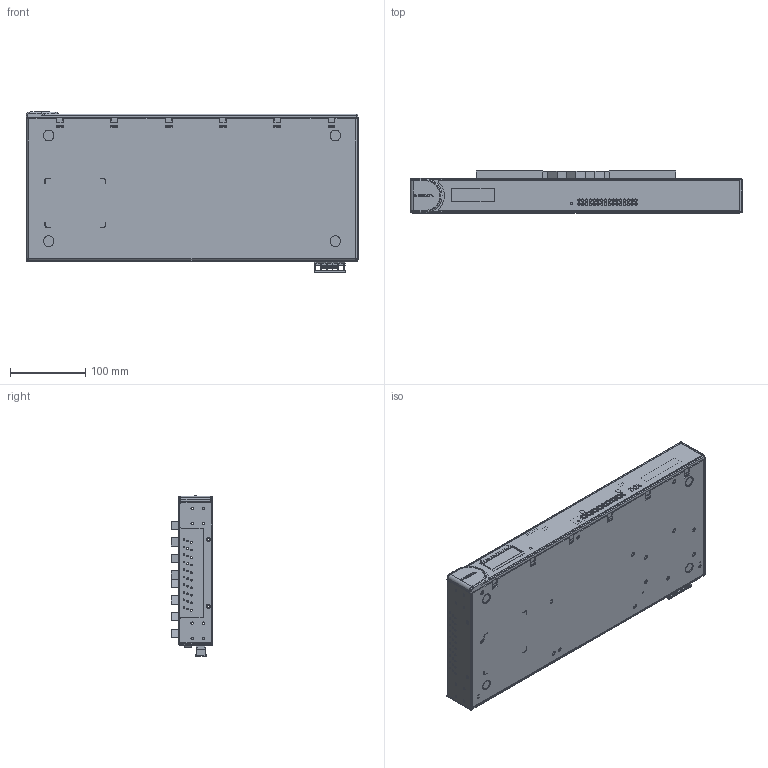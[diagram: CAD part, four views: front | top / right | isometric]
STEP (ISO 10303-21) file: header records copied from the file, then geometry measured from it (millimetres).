
FILE_DESCRIPTION((''),'2;1');
FILE_NAME('NPORT_5610-16-48V','2013-08-17T',('Vincent_Huang'),(''),'PRO/ENGINEER BY PARAMETRIC TECHNOLOGY CORPORATION, 2004320','PRO/ENGINEER BY PARAMETRIC TECHNOLOGY CORPORATION, 2004320','');
FILE_SCHEMA(('CONFIG_CONTROL_DESIGN'));
Products named in the file (1): NPORT_5610-16-48V
Bounding box: 440 x 55.6 x 213.1 mm (x, y, z)
Volume: 419142.6 mm3; surface area: 731015.4 mm2
Topology: 24 solids, 40 shells, 3641 faces, 9044 edges, 5961 vertices
Faces by surface type: plane 1935, cylinder 1539, bspline 86, cone 50, extrusion 15, torus 12, sphere 4
Entity records: 112369 total; most frequent: CARTESIAN_POINT 21883, DIRECTION 19386, ORIENTED_EDGE 17980, EDGE_CURVE 9044, AXIS2_PLACEMENT_3D 6951, VERTEX_POINT 5964, VECTOR 5484, LINE 5469
